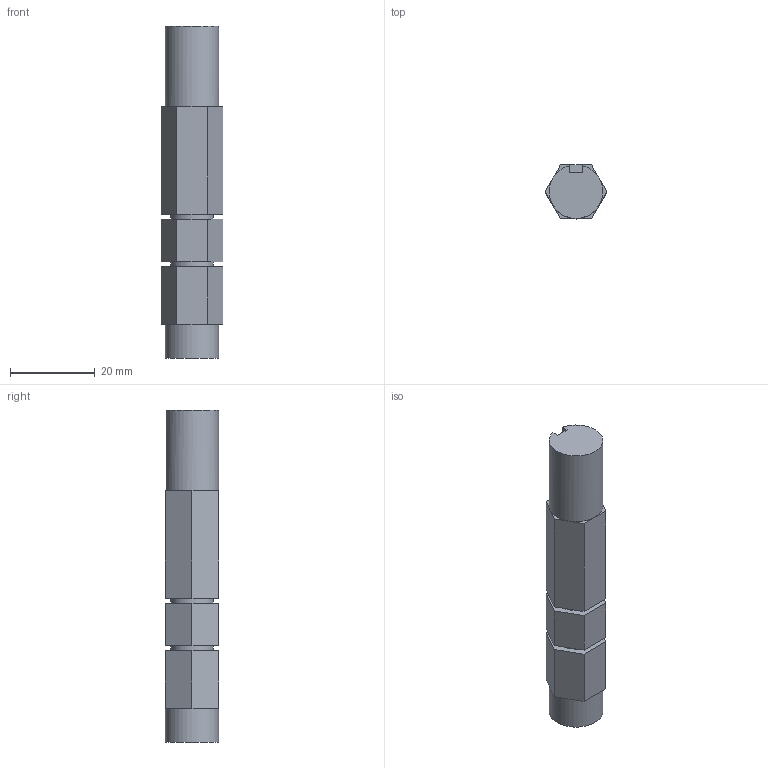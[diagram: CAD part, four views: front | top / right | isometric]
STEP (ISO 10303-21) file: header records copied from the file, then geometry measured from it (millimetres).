
FILE_DESCRIPTION((''),'2;1');
FILE_NAME('output_shaft.stp','2012-04-20T23:23:18',('Antonella'),(''),'Autodesk Inventor 2012','Autodesk Inventor 2012','');
FILE_SCHEMA(('AUTOMOTIVE_DESIGN { 1 0 10303 214 1 1 1 1 }'));
Length unit declared in the file: inch
Products named in the file (1): output_shaft
Bounding box: 14.66 x 12.7 x 78.56 mm (x, y, z)
Volume: 9874.9 mm3; surface area: 4213.5 mm2
Topology: 1 solids, 1 shells, 44 faces, 99 edges, 62 vertices
Faces by surface type: plane 39, cylinder 5
Full cylindrical faces by diameter (mm): 6.35 x1, 10.058 x2, 12.7 x1
Entity records: 1215 total; most frequent: DIRECTION 205, CARTESIAN_POINT 202, ORIENTED_EDGE 190, EDGE_CURVE 95, VECTOR 75, LINE 75, AXIS2_PLACEMENT_3D 65, VERTEX_POINT 62
